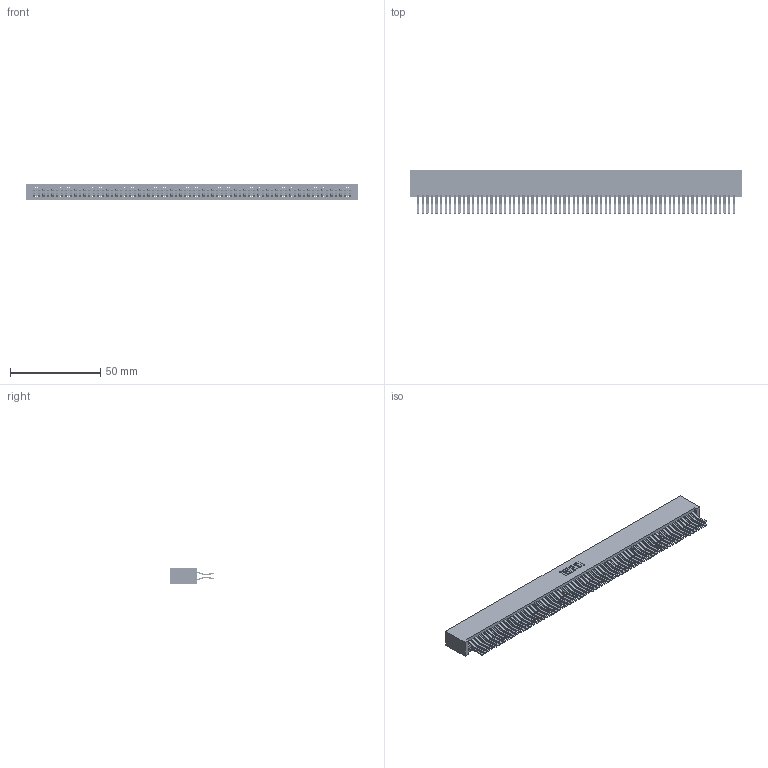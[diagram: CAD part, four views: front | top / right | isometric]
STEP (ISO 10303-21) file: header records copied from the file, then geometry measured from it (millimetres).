
FILE_DESCRIPTION (( 'STEP AP203' ), '1' );
FILE_NAME ('345-140-560-201.STEP', '2019-11-08T23:42:23', ( '' ), ( '' ), 'SwSTEP 2.0', 'SolidWorks 2016', '' );
FILE_SCHEMA (( 'CONFIG_CONTROL_DESIGN' ));
Length unit declared in the file: inch
Products named in the file (3): 345-292-001_560 Tail; 345 Part_No Mounting Lugs; 345-140-560-201
Assembly tree (141 placements, depth 2):
  345-140-560-201
    345 Part_No Mounting Lugs
    345-292-001_560 Tail  x140
Bounding box: 184.4 x 24.45 x 9.4 mm (x, y, z)
Volume: 19706.7 mm3; surface area: 32335.4 mm2
Topology: 141 solids, 141 shells, 7398 faces, 22017 edges, 14490 vertices
Faces by surface type: plane 4696, cylinder 2702
Entity records: 50965 total; most frequent: CARTESIAN_POINT 8516, ORIENTED_EDGE 8450, DIRECTION 7473, EDGE_CURVE 4225, LINE 3817, VECTOR 3817, VERTEX_POINT 2814, AXIS2_PLACEMENT_3D 1828
